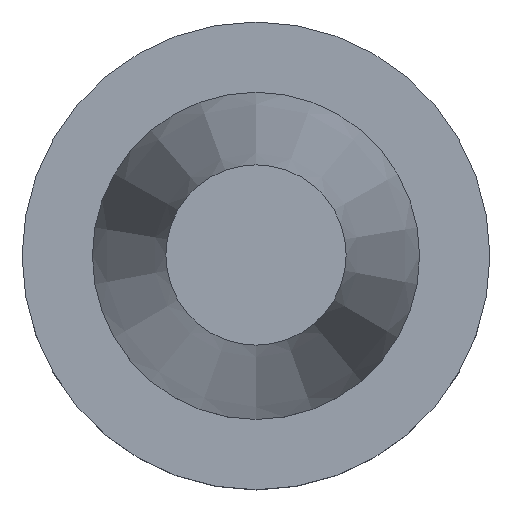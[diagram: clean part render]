
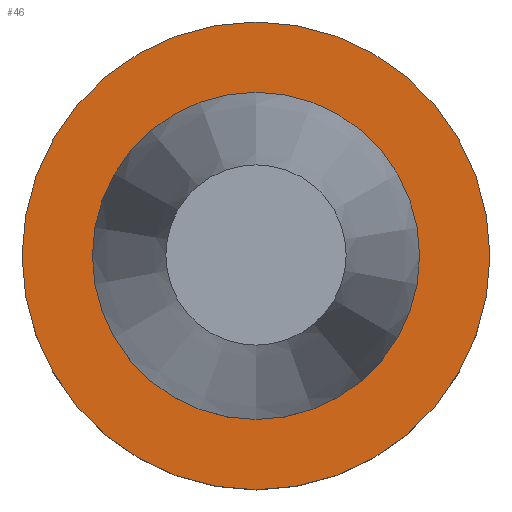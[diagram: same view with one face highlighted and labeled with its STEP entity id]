
A CAD part, top view. The second image highlights one B-rep face of the part: STEP entity #46.
In plain terms, the highlighted planar face has unit normal (0, 0, 1).
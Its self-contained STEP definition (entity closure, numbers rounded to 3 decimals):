
#36=PLANE('',#180);
#46=ADVANCED_FACE('',(#70,#71),#36,.F.);
#70=FACE_BOUND('',#90,.T.);
#71=FACE_BOUND('',#91,.T.);
#90=EDGE_LOOP('',(#112));
#91=EDGE_LOOP('',(#113));
#112=ORIENTED_EDGE('',*,*,#139,.F.);
#113=ORIENTED_EDGE('',*,*,#138,.T.);
#127=VERTEX_POINT('',#260);
#128=VERTEX_POINT('',#263);
#138=EDGE_CURVE('',#127,#127,#149,.T.);
#139=EDGE_CURVE('',#128,#128,#150,.T.);
#149=CIRCLE('',#177,31.775);
#150=CIRCLE('',#179,22.225);
#177=AXIS2_PLACEMENT_3D('',#259,#217,#218);
#179=AXIS2_PLACEMENT_3D('',#262,#221,#222);
#180=AXIS2_PLACEMENT_3D('',#264,#223,#224);
#217=DIRECTION('',(0.0,0.,1.0));
#218=DIRECTION('',(0.0,-1.0,0.));
#221=DIRECTION('',(0.0,0.,1.0));
#222=DIRECTION('',(0.0,-1.0,0.));
#223=DIRECTION('',(0.0,0.,-1.0));
#224=DIRECTION('',(0.0,1.0,0.));
#259=CARTESIAN_POINT('',(0.0,0.,-3.2));
#260=CARTESIAN_POINT('',(0.0,-31.775,-3.2));
#262=CARTESIAN_POINT('',(0.0,0.,-3.2));
#263=CARTESIAN_POINT('',(0.0,-22.225,-3.2));
#264=CARTESIAN_POINT('',(0.0,-31.775,-3.2));
